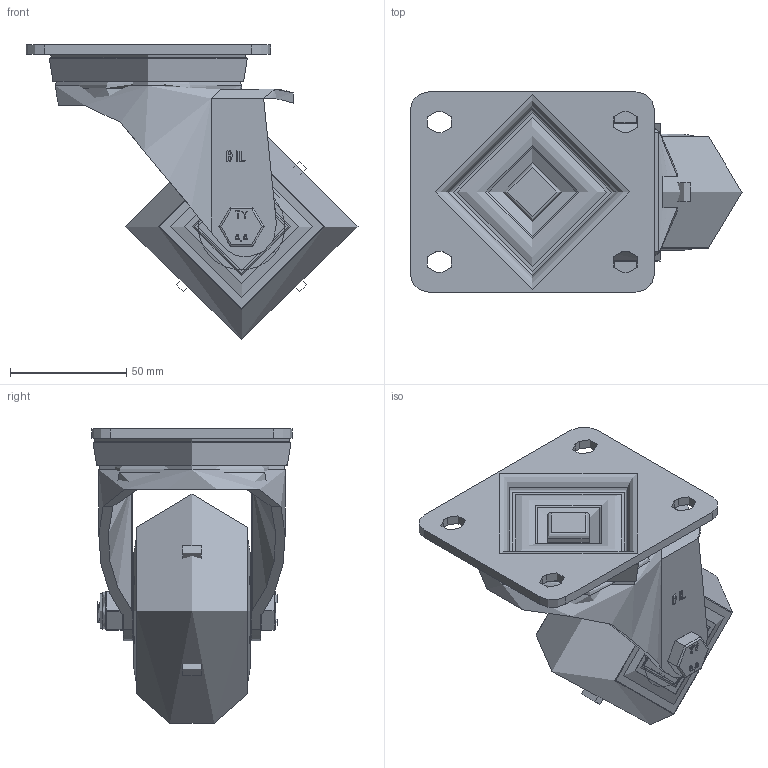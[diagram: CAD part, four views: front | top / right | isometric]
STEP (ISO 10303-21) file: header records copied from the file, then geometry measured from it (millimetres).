
FILE_DESCRIPTION(/* description */ (''),/* implementation_level */ '2;1');
FILE_NAME(/* name */ 'BZH100RPTABJ.step',/* time_stamp */ '2024-10-22T14:26:30+01:00',/* author */ (''),/* organization */ (''),/* preprocessor_version */ 'ST-DEVELOPER v20',/* originating_system */ 'Autodesk Translation Framework v13.20.0.188',/* authorisation */ '');
FILE_SCHEMA (('AUTOMOTIVE_DESIGN { 1 0 10303 214 3 1 1 }'));
Products named in the file (33): BZH100RPTABJ; BZH100AS - 2 v1; ZINC PLATED, PRESSED STEEL TOP PLATE (1); ZINC PLATED, PRESSED STEEL FORKS (1); BEARING SEAL; BZMH100WRPTABJM2 v3; ALUMINIUM RIM; POLYURETHANE TYRE; BEARING6004 v1; BEARING6004; METAL; MIDDLE; BALL BEARINGS; Component1; RUBBER; BEARING6004 v1 (1); BEARING6004 (1); METAL (1); MIDDLE (1); BALL BEARINGS (1); Component1 (1); RUBBER (1); BEARING SPACER; TH20X1X10 - 3 v1; ZINC PLATED HEADED SPACER; TH20X1X10 - 3 v1 (1); ZINC PLATED HEADED SPACER (1); HEXBOLTM10X70Z8.8 v2; GRADE 8.8 THREADED ZINC PLATED BOLT; NYLOCM10Z v1; NYLOC NUT; RUBBER (2); NUT
Assembly tree (48 placements, depth 6):
  BZH100RPTABJ
    BZH100AS - 2 v1
      ZINC PLATED, PRESSED STEEL TOP PLATE (1)
      ZINC PLATED, PRESSED STEEL FORKS (1)
      BEARING SEAL
    BZMH100WRPTABJM2 v3
      ALUMINIUM RIM
      POLYURETHANE TYRE
      BEARING6004 v1
        BEARING6004
          METAL
          MIDDLE
          BALL BEARINGS
            Component1  x9
          RUBBER
      BEARING6004 v1 (1)
        BEARING6004 (1)
          METAL (1)
          MIDDLE (1)
          BALL BEARINGS (1)
            Component1 (1)  x9
          RUBBER (1)
      BEARING SPACER
    TH20X1X10 - 3 v1
      ZINC PLATED HEADED SPACER
    TH20X1X10 - 3 v1 (1)
      ZINC PLATED HEADED SPACER (1)
    HEXBOLTM10X70Z8.8 v2
      GRADE 8.8 THREADED ZINC PLATED BOLT
    NYLOCM10Z v1
      NYLOC NUT
        RUBBER (2)
        NUT
Bounding box: 142.5 x 86 x 126.27 mm (x, y, z)
Volume: 430041.4 mm3; surface area: 159933.5 mm2
Topology: 39 solids, 39 shells, 1268 faces, 3206 edges, 2100 vertices
Faces by surface type: plane 499, bspline 439, cylinder 247, sphere 48, torus 26, cone 9
Full cylindrical faces by diameter (mm): 6 x16, 8 x18, 8.141 x18, 9.85 x19, 10 x3, 10.2 x2, 10.5 x2, 12 x2, 16 x2, 19.75 x2, 20 x3, 21 x1, 24 x2, 25 x12, 26 x5, 27 x8, 31 x1, 32 x1, 35 x4, 36 x5, 37 x4, 38 x10, 42 x4, 50.5 x1, 61 x4, 72 x1, 80 x3
Entity records: 49038 total; most frequent: CARTESIAN_POINT 20635, ORIENTED_EDGE 6300, DIRECTION 4441, EDGE_CURVE 3150, VERTEX_POINT 2064, EDGE_LOOP 1494, LINE 1481, VECTOR 1481
